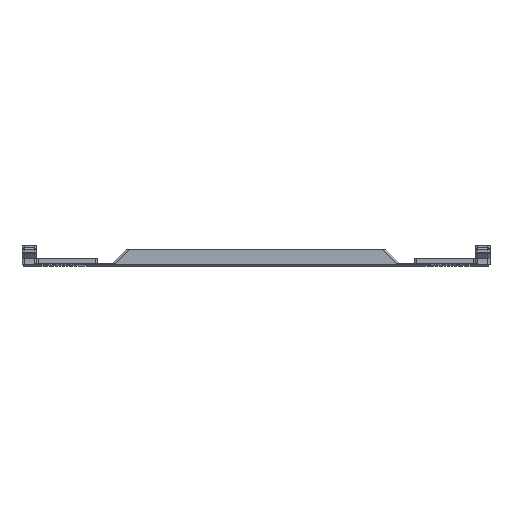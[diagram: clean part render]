
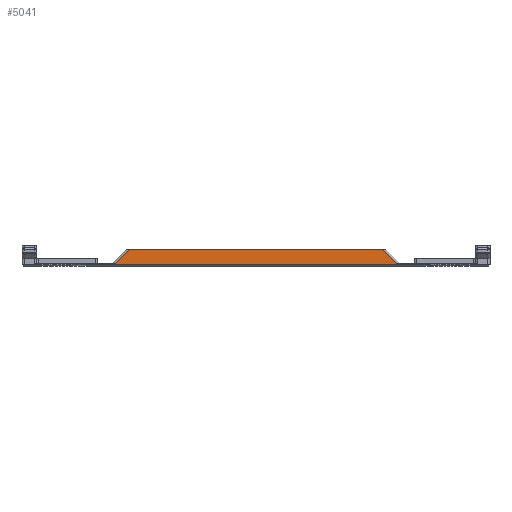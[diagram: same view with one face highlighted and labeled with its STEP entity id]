
A CAD part, front view. The second image highlights one B-rep face of the part: STEP entity #5041.
In plain terms, the highlighted planar face has unit normal (0, -1, 0).
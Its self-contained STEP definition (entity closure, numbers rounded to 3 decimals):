
#35 = VECTOR ( 'NONE', #5618, 1000. ) ;
#194 = DIRECTION ( 'NONE',  ( 1., 0., 0. ) ) ;
#525 = LINE ( 'NONE', #3861, #5541 ) ;
#651 = EDGE_CURVE ( 'NONE', #8032, #6293, #6634, .T. ) ;
#839 = LINE ( 'NONE', #4736, #5301 ) ;
#903 = CARTESIAN_POINT ( 'NONE',  ( 0., -36.5, 4.8 ) ) ;
#956 = VERTEX_POINT ( 'NONE', #1930 ) ;
#1133 = VERTEX_POINT ( 'NONE', #6445 ) ;
#1524 = ORIENTED_EDGE ( 'NONE', *, *, #6754, .F. ) ;
#1714 = LINE ( 'NONE', #4273, #3220 ) ;
#1736 = LINE ( 'NONE', #4292, #35 ) ;
#1827 = EDGE_LOOP ( 'NONE', ( #1524, #4237, #7561, #6279, #7523, #5892, #4921, #2792 ) ) ;
#1845 = VECTOR ( 'NONE', #3490, 1000. ) ;
#1930 = CARTESIAN_POINT ( 'NONE',  ( -39.151, -36.5, 0.8 ) ) ;
#2056 = CARTESIAN_POINT ( 'NONE',  ( 46.632, -36.5, 0.4 ) ) ;
#2211 = DIRECTION ( 'NONE',  ( 0.707, 0., 0.707 ) ) ;
#2213 = EDGE_CURVE ( 'NONE', #1133, #6293, #3778, .T. ) ;
#2231 = EDGE_CURVE ( 'NONE', #4558, #1133, #1714, .T. ) ;
#2729 = PLANE ( 'NONE',  #7851 ) ;
#2791 = CARTESIAN_POINT ( 'NONE',  ( -35.151, -36.5, 4.8 ) ) ;
#2792 = ORIENTED_EDGE ( 'NONE', *, *, #5753, .F. ) ;
#2914 = CARTESIAN_POINT ( 'NONE',  ( 35.151, -36.5, 4.8 ) ) ;
#3220 = VECTOR ( 'NONE', #6801, 1000. ) ;
#3478 = VECTOR ( 'NONE', #4440, 1000. ) ;
#3490 = DIRECTION ( 'NONE',  ( 1., 0., 0. ) ) ;
#3646 = EDGE_CURVE ( 'NONE', #6145, #4941, #4045, .T. ) ;
#3683 = DIRECTION ( 'NONE',  ( 1., 0., 0. ) ) ;
#3778 = LINE ( 'NONE', #5060, #3478 ) ;
#3844 = VECTOR ( 'NONE', #2211, 1000. ) ;
#3861 = CARTESIAN_POINT ( 'NONE',  ( 0., -36.5, 0.8 ) ) ;
#4045 = LINE ( 'NONE', #7163, #6652 ) ;
#4237 = ORIENTED_EDGE ( 'NONE', *, *, #3646, .T. ) ;
#4273 = CARTESIAN_POINT ( 'NONE',  ( 0., -36.5, 0.8 ) ) ;
#4292 = CARTESIAN_POINT ( 'NONE',  ( 46.632, -36.5, 0.8 ) ) ;
#4440 = DIRECTION ( 'NONE',  ( -0.707, 0., 0.707 ) ) ;
#4558 = VERTEX_POINT ( 'NONE', #6233 ) ;
#4606 = FACE_OUTER_BOUND ( 'NONE', #1827, .T. ) ;
#4736 = CARTESIAN_POINT ( 'NONE',  ( -46.632, -36.5, 0.8 ) ) ;
#4839 = EDGE_CURVE ( 'NONE', #956, #8032, #4854, .T. ) ;
#4854 = LINE ( 'NONE', #6092, #3844 ) ;
#4919 = VERTEX_POINT ( 'NONE', #5894 ) ;
#4921 = ORIENTED_EDGE ( 'NONE', *, *, #4839, .F. ) ;
#4941 = VERTEX_POINT ( 'NONE', #2056 ) ;
#5041 = ADVANCED_FACE ( 'NONE', ( #4606 ), #2729, .T. ) ;
#5050 = DIRECTION ( 'NONE',  ( 1., 0., 0. ) ) ;
#5060 = CARTESIAN_POINT ( 'NONE',  ( 19.576, -36.5, 20.376 ) ) ;
#5277 = CARTESIAN_POINT ( 'NONE',  ( 0., -36.5, 0.8 ) ) ;
#5301 = VECTOR ( 'NONE', #5947, 1000. ) ;
#5541 = VECTOR ( 'NONE', #3683, 1000. ) ;
#5618 = DIRECTION ( 'NONE',  ( 0., 0., 1. ) ) ;
#5753 = EDGE_CURVE ( 'NONE', #4919, #956, #525, .T. ) ;
#5892 = ORIENTED_EDGE ( 'NONE', *, *, #651, .F. ) ;
#5894 = CARTESIAN_POINT ( 'NONE',  ( -46.632, -36.5, 0.8 ) ) ;
#5947 = DIRECTION ( 'NONE',  ( 0., 0., 1. ) ) ;
#6092 = CARTESIAN_POINT ( 'NONE',  ( -19.576, -36.5, 20.376 ) ) ;
#6145 = VERTEX_POINT ( 'NONE', #7657 ) ;
#6233 = CARTESIAN_POINT ( 'NONE',  ( 46.632, -36.5, 0.8 ) ) ;
#6279 = ORIENTED_EDGE ( 'NONE', *, *, #2231, .T. ) ;
#6293 = VERTEX_POINT ( 'NONE', #2914 ) ;
#6445 = CARTESIAN_POINT ( 'NONE',  ( 39.151, -36.5, 0.8 ) ) ;
#6564 = EDGE_CURVE ( 'NONE', #4941, #4558, #1736, .T. ) ;
#6634 = LINE ( 'NONE', #903, #1845 ) ;
#6652 = VECTOR ( 'NONE', #194, 1000. ) ;
#6754 = EDGE_CURVE ( 'NONE', #6145, #4919, #839, .T. ) ;
#6801 = DIRECTION ( 'NONE',  ( -1., 0., 0. ) ) ;
#7163 = CARTESIAN_POINT ( 'NONE',  ( 46.632, -36.5, 0.4 ) ) ;
#7523 = ORIENTED_EDGE ( 'NONE', *, *, #2213, .T. ) ;
#7561 = ORIENTED_EDGE ( 'NONE', *, *, #6564, .T. ) ;
#7657 = CARTESIAN_POINT ( 'NONE',  ( -46.632, -36.5, 0.4 ) ) ;
#7829 = DIRECTION ( 'NONE',  ( 0., -1., 0. ) ) ;
#7851 = AXIS2_PLACEMENT_3D ( 'NONE', #5277, #7829, #5050 ) ;
#8032 = VERTEX_POINT ( 'NONE', #2791 ) ;
